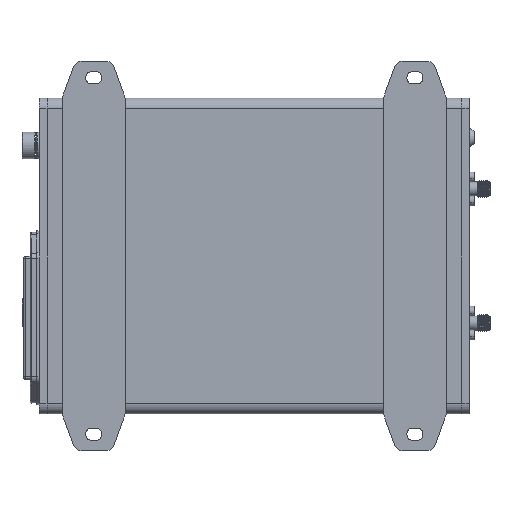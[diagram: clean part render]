
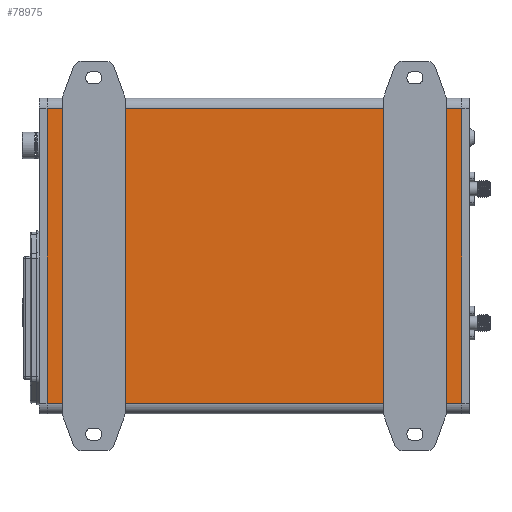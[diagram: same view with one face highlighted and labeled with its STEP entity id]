
A CAD part, front view. The second image highlights one B-rep face of the part: STEP entity #78975.
In plain terms, the highlighted planar face has unit normal (0, -1, 0).
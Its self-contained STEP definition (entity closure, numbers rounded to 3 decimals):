
#2823 = VECTOR ( 'NONE', #59785, 1000. ) ;
#2886 = CARTESIAN_POINT ( 'NONE',  ( -78.75, 0., 60. ) ) ;
#8297 = VERTEX_POINT ( 'NONE', #98109 ) ;
#8704 = FACE_OUTER_BOUND ( 'NONE', #66411, .T. ) ;
#10302 = VERTEX_POINT ( 'NONE', #72361 ) ;
#12672 = DIRECTION ( 'NONE',  ( 1., 0., 0. ) ) ;
#14270 = DIRECTION ( 'NONE',  ( -1., 0., 0. ) ) ;
#17071 = EDGE_CURVE ( 'NONE', #55180, #10302, #80452, .T. ) ;
#18630 = EDGE_CURVE ( 'NONE', #36064, #8297, #91190, .T. ) ;
#21265 = CARTESIAN_POINT ( 'NONE',  ( 78.75, 0., 56. ) ) ;
#22988 = ORIENTED_EDGE ( 'NONE', *, *, #18630, .T. ) ;
#27254 = CARTESIAN_POINT ( 'NONE',  ( 78.75, 0., 60. ) ) ;
#28315 = LINE ( 'NONE', #27254, #2823 ) ;
#31145 = ORIENTED_EDGE ( 'NONE', *, *, #96553, .T. ) ;
#34420 = LINE ( 'NONE', #2886, #48049 ) ;
#36064 = VERTEX_POINT ( 'NONE', #58388 ) ;
#37527 = ORIENTED_EDGE ( 'NONE', *, *, #100783, .F. ) ;
#37680 = VECTOR ( 'NONE', #14270, 1000. ) ;
#43415 = PLANE ( 'NONE',  #97370 ) ;
#48049 = VECTOR ( 'NONE', #76002, 1000. ) ;
#50347 = DIRECTION ( 'NONE',  ( 0., 0., 1. ) ) ;
#55180 = VERTEX_POINT ( 'NONE', #66529 ) ;
#58388 = CARTESIAN_POINT ( 'NONE',  ( -78.75, 0., -56. ) ) ;
#59785 = DIRECTION ( 'NONE',  ( 0., 0., -1. ) ) ;
#64864 = VECTOR ( 'NONE', #12672, 1000. ) ;
#66411 = EDGE_LOOP ( 'NONE', ( #37527, #99993, #31145, #22988 ) ) ;
#66529 = CARTESIAN_POINT ( 'NONE',  ( 78.75, 0., 56. ) ) ;
#72361 = CARTESIAN_POINT ( 'NONE',  ( -78.75, 0., 56. ) ) ;
#74328 = DIRECTION ( 'NONE',  ( 0., 1., 0. ) ) ;
#76002 = DIRECTION ( 'NONE',  ( 0., 0., -1. ) ) ;
#78975 = ADVANCED_FACE ( 'NONE', ( #8704 ), #43415, .F. ) ;
#80452 = LINE ( 'NONE', #21265, #37680 ) ;
#91190 = LINE ( 'NONE', #102419, #64864 ) ;
#96553 = EDGE_CURVE ( 'NONE', #10302, #36064, #34420, .T. ) ;
#97370 = AXIS2_PLACEMENT_3D ( 'NONE', #99477, #74328, #50347 ) ;
#98109 = CARTESIAN_POINT ( 'NONE',  ( 78.75, 0., -56. ) ) ;
#99477 = CARTESIAN_POINT ( 'NONE',  ( 78.75, 0., 60. ) ) ;
#99993 = ORIENTED_EDGE ( 'NONE', *, *, #17071, .T. ) ;
#100783 = EDGE_CURVE ( 'NONE', #55180, #8297, #28315, .T. ) ;
#102419 = CARTESIAN_POINT ( 'NONE',  ( 78.75, 0., -56. ) ) ;
